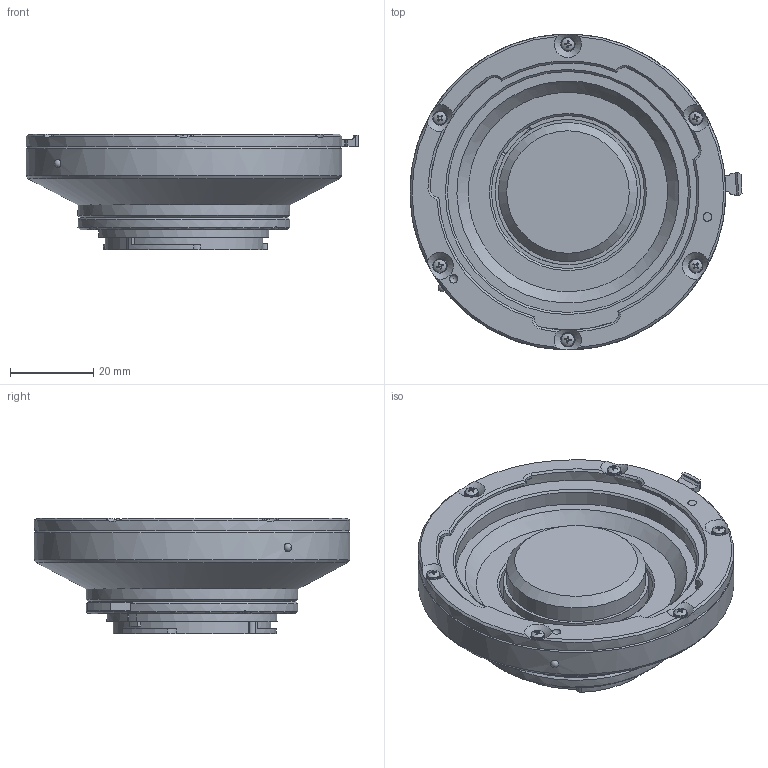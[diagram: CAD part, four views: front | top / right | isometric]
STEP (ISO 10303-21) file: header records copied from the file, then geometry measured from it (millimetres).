
FILE_DESCRIPTION(/* description */ (''),/* implementation_level */ '2;1');
FILE_NAME(/* name */ 'speedBoosterBody_M645_PENF_assembly',/* time_stamp */ '2023-12-12T12:44:54-05:00',/* author */ ('George Moua'),/* organization */ ('Archive 663'),/* preprocessor_version */ 'ST-DEVELOPER v16.7',/* originating_system */ 'Solid Edge',/* authorisation */ 'Unknown');
FILE_SCHEMA (('AUTOMOTIVE_DESIGN {1 0 10303 214 3 1 1}'));
Length unit declared in the file: millimetre
Products named in the file (8): speedBooster_PENF; mountLensDumbBody_PENF; mountLensBase_lensLock_extended_PENF; M1.6_panHead_5mm; mountBodyBase_lock_M645; speedBoosterBody_viltroxOptics; mountBodyBase_flange_M645; speedBoosterBody_M645_PENF
Assembly tree (15 placements, depth 2):
  speedBooster_PENF
    mountLensDumbBody_PENF
    mountLensBase_lensLock_extended_PENF
    M1.6_panHead_5mm  x9
    mountBodyBase_lock_M645
    speedBoosterBody_viltroxOptics
    mountBodyBase_flange_M645
    speedBoosterBody_M645_PENF
Bounding box: 79.9 x 76 x 27.75 mm (x, y, z)
Volume: 58418.6 mm3; surface area: 24679.6 mm2
Topology: 24 solids, 24 shells, 545 faces, 1373 edges, 894 vertices
Faces by surface type: plane 268, cylinder 151, cone 74, bspline 21, torus 18, sphere 13
Full cylindrical faces by diameter (mm): 1.4 x9, 1.8 x9, 2.05 x1, 2.1 x1, 3.203 x9, 32 x1, 33.5 x1, 34 x2, 35 x1, 36.8 x1, 51 x2, 58 x1, 76 x2
Entity records: 12487 total; most frequent: CARTESIAN_POINT 5403, DIRECTION 1485, ORIENTED_EDGE 1294, EDGE_CURVE 647, AXIS2_PLACEMENT_3D 613, VERTEX_POINT 453, EDGE_LOOP 396, FACE_BOUND 396
